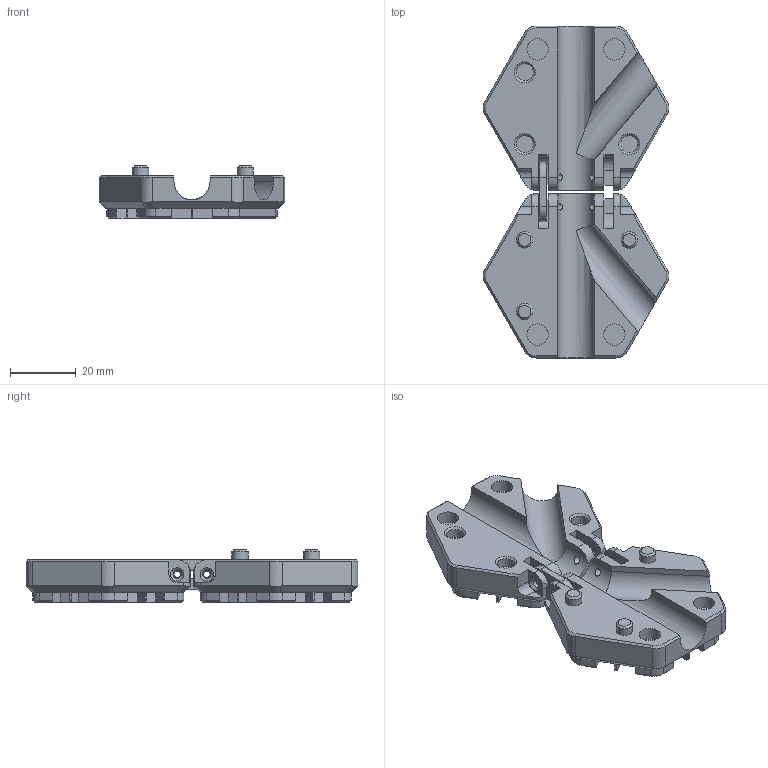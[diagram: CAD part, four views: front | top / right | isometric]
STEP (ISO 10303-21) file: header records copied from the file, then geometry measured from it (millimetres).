
FILE_DESCRIPTION(/* description */ (''),/* implementation_level */ '2;1');
FILE_NAME(/* name */ 'Tile Built for Two v11.step',/* time_stamp */ '2023-05-13T16:54:44-06:00',/* author */ (''),/* organization */ (''),/* preprocessor_version */ 'ST-DEVELOPER v19.2',/* originating_system */ 'Autodesk Translation Framework v12.4.0.73',/* authorisation */ '');
FILE_SCHEMA (('AUTOMOTIVE_DESIGN { 1 0 10303 214 3 1 1 }'));
Length unit declared in the file: millimetre
Products named in the file (1): Tile Built for Two
Bounding box: 56.5 x 101 x 16 mm (x, y, z)
Volume: 39002.3 mm3; surface area: 16168.2 mm2
Topology: 3 solids, 3 shells, 559 faces, 1477 edges, 958 vertices
Faces by surface type: plane 406, cylinder 80, bspline 43, cone 30
Full cylindrical faces by diameter (mm): 2 x4, 2.5 x4, 5 x3, 5.2 x3, 6.5 x4
Entity records: 17870 total; most frequent: CARTESIAN_POINT 4122, ORIENTED_EDGE 2954, DIRECTION 2615, EDGE_CURVE 1477, LINE 1153, VECTOR 1153, VERTEX_POINT 958, AXIS2_PLACEMENT_3D 731
